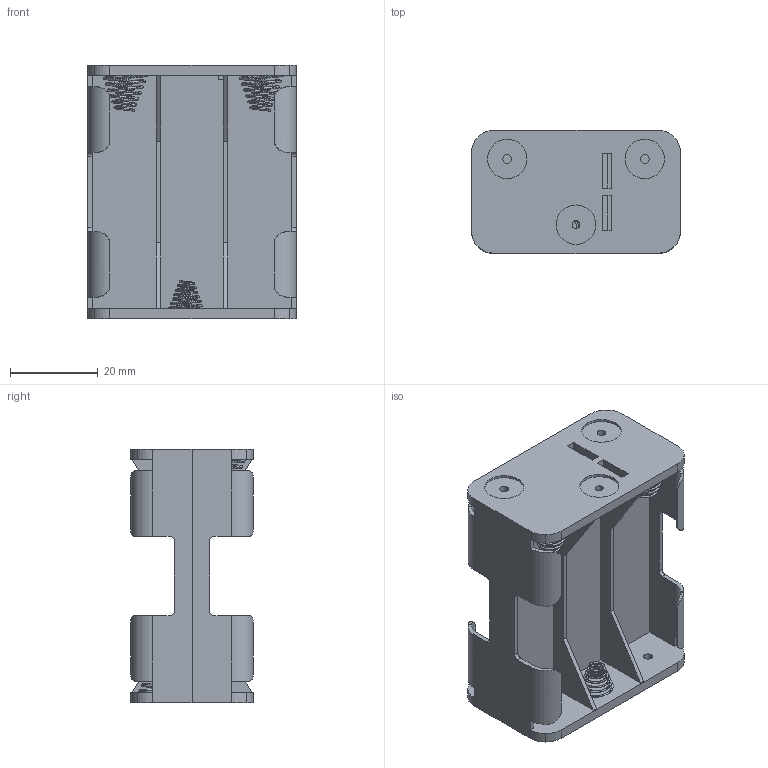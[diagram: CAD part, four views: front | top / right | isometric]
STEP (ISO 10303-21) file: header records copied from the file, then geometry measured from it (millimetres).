
FILE_DESCRIPTION (( 'STEP AP214' ), '1' );
FILE_NAME ('BAbeta_tray.STEP', '2019-08-15T14:40:31', ( '' ), ( '' ), 'SwSTEP 2.0', 'SolidWorks 2019', '' );
FILE_SCHEMA (( 'AUTOMOTIVE_DESIGN' ));
Length unit declared in the file: millimetre
Products named in the file (1): BAbeta_tray
Bounding box: 47.6 x 28 x 57.9 mm (x, y, z)
Volume: 13469.3 mm3; surface area: 19145.7 mm2
Topology: 1 solids, 1 shells, 236 faces, 665 edges, 433 vertices
Faces by surface type: plane 114, cylinder 70, bspline 52
Entity records: 19915 total; most frequent: CARTESIAN_POINT 11403, ORIENTED_EDGE 1330, DIRECTION 1052, EDGE_CURVE 665, VERTEX_POINT 433, LINE 398, VECTOR 398, AXIS2_PLACEMENT_3D 327
